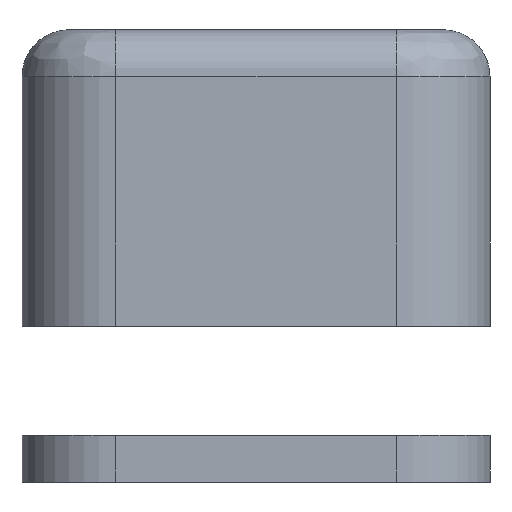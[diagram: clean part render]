
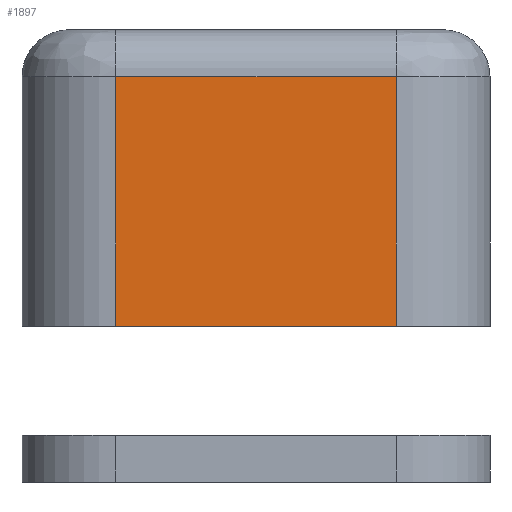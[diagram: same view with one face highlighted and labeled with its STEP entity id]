
A CAD part, left-side view. The second image highlights one B-rep face of the part: STEP entity #1897.
In plain terms, the highlighted planar face has unit normal (-1, 0, 0).
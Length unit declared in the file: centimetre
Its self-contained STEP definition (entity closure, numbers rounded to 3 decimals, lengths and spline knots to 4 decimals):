
#87=PLANE($,#2098);
#171=FACE_OUTER_BOUND($,#302,.T.);
#302=EDGE_LOOP($,(#1533,#1534,#1535,#1536));
#442=LINE($,#3200,#580);
#459=LINE($,#3281,#597);
#463=LINE($,#3297,#601);
#464=LINE($,#3299,#602);
#580=VECTOR($,#2472,1.8);
#597=VECTOR($,#2545,1.8);
#601=VECTOR($,#2563,1.6);
#602=VECTOR($,#2566,1.6);
#872=VERTEX_POINT($,#3182);
#874=VERTEX_POINT($,#3198);
#891=VERTEX_POINT($,#3278);
#892=VERTEX_POINT($,#3280);
#1089=EDGE_CURVE($,#874,#872,#442,.T.);
#1122=EDGE_CURVE($,#891,#892,#459,.F.);
#1132=EDGE_CURVE($,#892,#874,#463,.T.);
#1133=EDGE_CURVE($,#872,#891,#464,.T.);
#1533=ORIENTED_EDGE($,*,*,#1089,.F.);
#1534=ORIENTED_EDGE($,*,*,#1132,.F.);
#1535=ORIENTED_EDGE($,*,*,#1122,.F.);
#1536=ORIENTED_EDGE($,*,*,#1133,.F.);
#1897=ADVANCED_FACE($,(#171),#87,.F.);
#2098=AXIS2_PLACEMENT_3D($,#3298,#2564,#2565);
#2472=DIRECTION($,(0.,-1.,0.));
#2545=DIRECTION($,(0.,-1.,0.));
#2563=DIRECTION($,(0.,0.,1.));
#2564=DIRECTION('center_axis',(1.,0.,0.));
#2565=DIRECTION('ref_axis',(0.,0.,-1.));
#2566=DIRECTION($,(0.,0.,-1.));
#3182=CARTESIAN_POINT('',(-15.35,12.1,1.4));
#3198=CARTESIAN_POINT('',(-15.35,13.9,1.4));
#3200=CARTESIAN_POINT($,(-15.35,13.,1.4));
#3278=CARTESIAN_POINT('',(-15.35,12.1,-0.2));
#3280=CARTESIAN_POINT('',(-15.35,13.9,-0.2));
#3281=CARTESIAN_POINT($,(-15.35,13.,-0.2));
#3297=CARTESIAN_POINT($,(-15.35,13.9,0.75));
#3298=CARTESIAN_POINT('Origin',(-15.35,13.,0.75));
#3299=CARTESIAN_POINT($,(-15.35,12.1,0.75));
